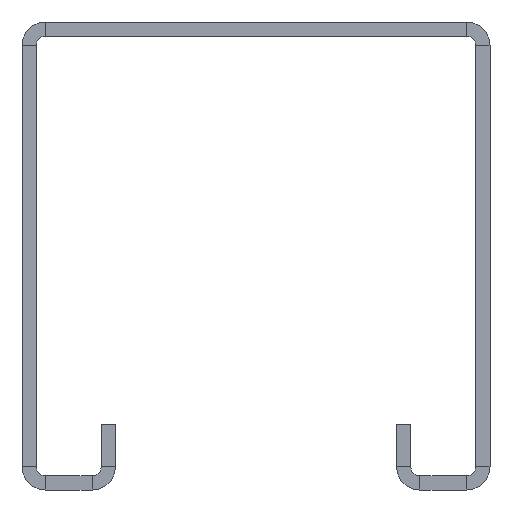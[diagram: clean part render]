
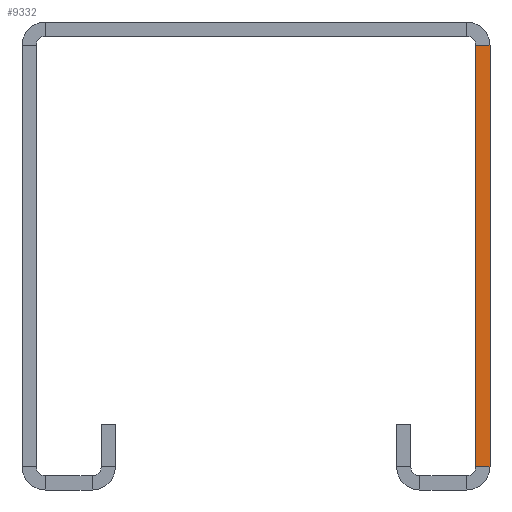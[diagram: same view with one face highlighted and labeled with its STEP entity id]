
A CAD part, front view. The second image highlights one B-rep face of the part: STEP entity #9332.
In plain terms, the highlighted planar face has unit normal (0, -1, 0).
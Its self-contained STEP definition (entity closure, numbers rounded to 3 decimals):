
#833=DIRECTION('',(-1.,0.,0.));
#834=VECTOR('',#833,1.5);
#835=CARTESIAN_POINT('',(25.,-1000.,-22.5));
#836=LINE('',#835,#834);
#837=DIRECTION('',(0.,0.,-1.));
#838=VECTOR('',#837,45.);
#839=CARTESIAN_POINT('',(23.5,-1000.,22.5));
#840=LINE('',#839,#838);
#841=DIRECTION('',(0.,0.,-1.));
#842=VECTOR('',#841,45.);
#843=CARTESIAN_POINT('',(25.,-1000.,22.5));
#844=LINE('',#843,#842);
#2353=DIRECTION('',(-1.,0.,0.));
#2354=VECTOR('',#2353,1.5);
#2355=CARTESIAN_POINT('',(25.,-1000.,22.5));
#2356=LINE('',#2355,#2354);
#6722=CARTESIAN_POINT('',(25.,-1000.,-22.5));
#6724=VERTEX_POINT('',#6722);
#6734=CARTESIAN_POINT('',(25.,-1000.,22.5));
#6736=VERTEX_POINT('',#6734);
#6770=CARTESIAN_POINT('',(23.5,-1000.,-22.5));
#6772=VERTEX_POINT('',#6770);
#6782=CARTESIAN_POINT('',(23.5,-1000.,22.5));
#6784=VERTEX_POINT('',#6782);
#9318=CARTESIAN_POINT('',(24.25,-1000.,0.));
#9319=DIRECTION('',(0.,-1.,0.));
#9320=DIRECTION('',(0.,0.,-1.));
#9321=AXIS2_PLACEMENT_3D('',#9318,#9319,#9320);
#9322=PLANE('',#9321);
#9324=ORIENTED_EDGE('',*,*,#9323,.T.);
#9326=ORIENTED_EDGE('',*,*,#9325,.F.);
#9328=ORIENTED_EDGE('',*,*,#9327,.F.);
#9329=ORIENTED_EDGE('',*,*,#8909,.T.);
#9330=EDGE_LOOP('',(#9324,#9326,#9328,#9329));
#9331=FACE_OUTER_BOUND('',#9330,.F.);
#9332=ADVANCED_FACE('',(#9331),#9322,.T.);
#8909=EDGE_CURVE('',#6736,#6724,#844,.T.);
#9323=EDGE_CURVE('',#6724,#6772,#836,.T.);
#9325=EDGE_CURVE('',#6784,#6772,#840,.T.);
#9327=EDGE_CURVE('',#6736,#6784,#2356,.T.);
